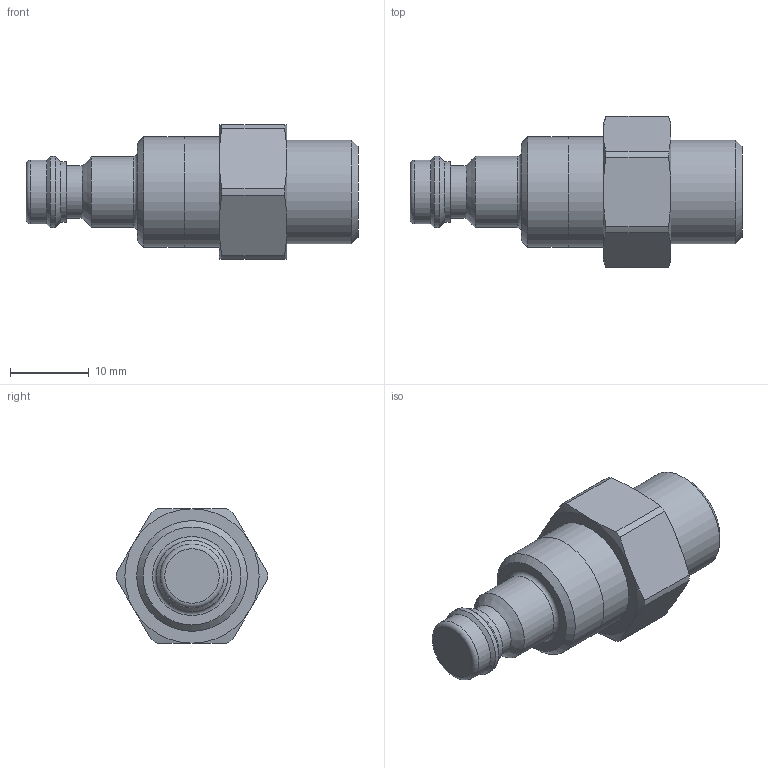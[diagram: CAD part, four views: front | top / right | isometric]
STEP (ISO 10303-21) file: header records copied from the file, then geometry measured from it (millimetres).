
FILE_DESCRIPTION((''),'2;1');
FILE_NAME('21sdaw13mpn.stp','2012-07-05T08:22:35',('IA176480'),(''),'Autodesk Inventor 2011','Autodesk Inventor 2011','');
FILE_SCHEMA(('AUTOMOTIVE_DESIGN { 1 0 10303 214 1 1 1 1 }'));
Length unit declared in the file: millimetre
Products named in the file (3): D103837; sox21sd; gsa21w13
Assembly tree (2 placements, depth 2):
  D103837
    sox21sd
    gsa21w13
Bounding box: 42.03 x 19.15 x 17 mm (x, y, z)
Volume: 5690.6 mm3; surface area: 2454.9 mm2
Topology: 2 solids, 2 shells, 47 faces, 95 edges, 56 vertices
Faces by surface type: cone 17, plane 14, cylinder 14, torus 2
Full cylindrical faces by diameter (mm): 6.65 x1, 7.6 x1, 8.1 x1, 9 x2, 13.157 x1, 14 x2
Entity records: 1200 total; most frequent: CARTESIAN_POINT 236, DIRECTION 204, ORIENTED_EDGE 160, AXIS2_PLACEMENT_3D 96, EDGE_CURVE 80, EDGE_LOOP 66, VERTEX_POINT 56, FACE_OUTER_BOUND 47
